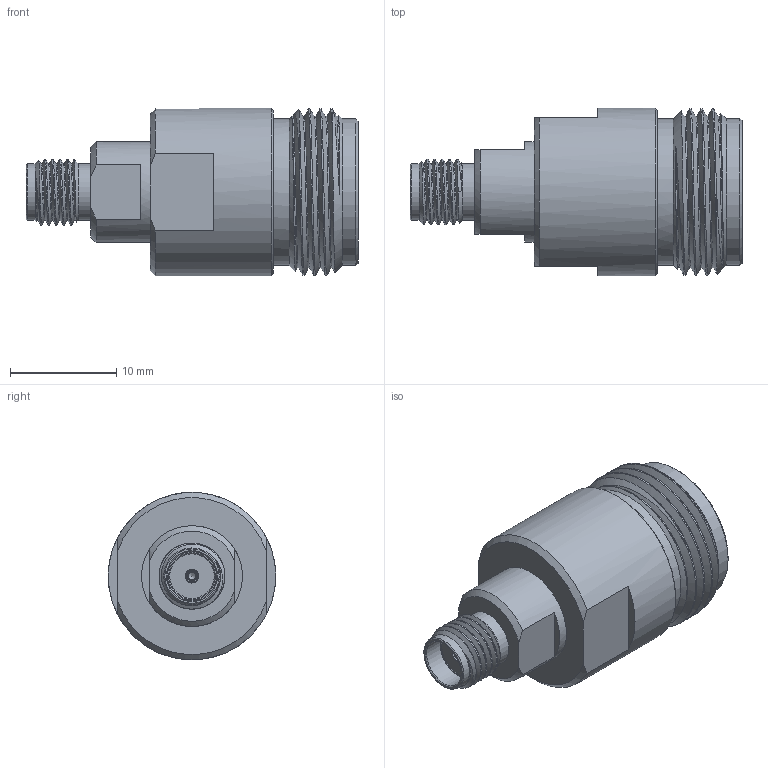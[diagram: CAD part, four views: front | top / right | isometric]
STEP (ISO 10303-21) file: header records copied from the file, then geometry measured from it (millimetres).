
FILE_DESCRIPTION(/* description */ ('Unknown'),/* implementation_level */ '2;1');
FILE_NAME(/* name */ '64403104111000',/* time_stamp */ '2022-11-10T10:08:38+01:00',/* author */ ('Unknown'),/* organization */ ('Unknown'),/* preprocessor_version */ 'ST-DEVELOPER v18.102',/* originating_system */ 'Solid Edge',/* authorisation */ 'Unknown');
FILE_SCHEMA (('AUTOMOTIVE_DESIGN {1 0 10303 214 3 1 1}'));
Length unit declared in the file: millimetre
Products named in the file (1): 64403104111000
Bounding box: 31.3 x 15.8 x 15.78 mm (x, y, z)
Volume: 3409 mm3; surface area: 2287.5 mm2
Topology: 1 solids, 1 shells, 114 faces, 280 edges, 178 vertices
Faces by surface type: plane 48, cone 42, cylinder 19, bspline 4, torus 1
Full cylindrical faces by diameter (mm): 0.9 x1, 1.27 x1, 1.3 x1, 1.55 x1, 2.46 x1, 2.95 x1, 4.2 x1, 4.6 x1, 5.32 x2, 6.98 x1, 9.5 x1, 13.8 x2, 15.8 x1
Entity records: 6563 total; most frequent: CARTESIAN_POINT 3417, DIRECTION 492, ORIENTED_EDGE 450, EDGE_CURVE 225, AXIS2_PLACEMENT_3D 222, VERTEX_POINT 155, FACE_BOUND 152, EDGE_LOOP 150
